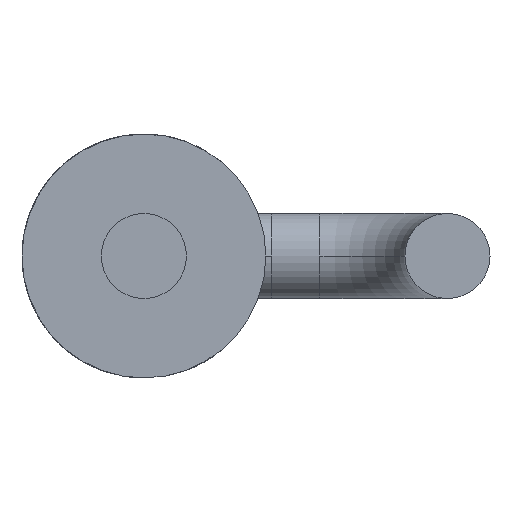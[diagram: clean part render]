
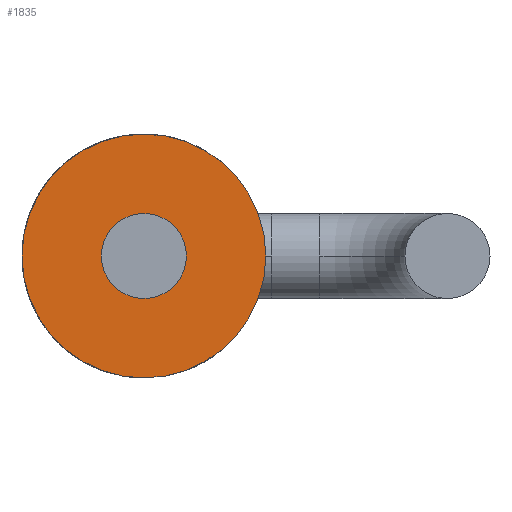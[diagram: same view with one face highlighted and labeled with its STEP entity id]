
A CAD part, front view. The second image highlights one B-rep face of the part: STEP entity #1835.
In plain terms, the highlighted planar face has unit normal (0, -1, 0).
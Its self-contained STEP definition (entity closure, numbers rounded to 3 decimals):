
#54 = CIRCLE ( 'NONE', #1910, 1.02 ) ;
#156 = CARTESIAN_POINT ( 'NONE',  ( 0., 1., 0. ) ) ;
#356 = CARTESIAN_POINT ( 'NONE',  ( 0., 1., 0. ) ) ;
#361 = VERTEX_POINT ( 'NONE', #3826 ) ;
#716 = VERTEX_POINT ( 'NONE', #2621 ) ;
#1056 = DIRECTION ( 'NONE',  ( 0., 0., 1. ) ) ;
#1149 = EDGE_CURVE ( 'NONE', #3477, #2664, #1284, .T. ) ;
#1159 = ORIENTED_EDGE ( 'NONE', *, *, #3720, .F. ) ;
#1218 = AXIS2_PLACEMENT_3D ( 'NONE', #156, #1319, #2485 ) ;
#1284 = CIRCLE ( 'NONE', #4112, 0.356 ) ;
#1319 = DIRECTION ( 'NONE',  ( 0., 1., 0. ) ) ;
#1503 = EDGE_LOOP ( 'NONE', ( #4162, #1159 ) ) ;
#1663 = CARTESIAN_POINT ( 'NONE',  ( 0., 1., 0. ) ) ;
#1835 = ADVANCED_FACE ( 'NONE', ( #3503, #3527 ), #4617, .F. ) ;
#1910 = AXIS2_PLACEMENT_3D ( 'NONE', #2925, #4003, #4078 ) ;
#2349 = ORIENTED_EDGE ( 'NONE', *, *, #4885, .F. ) ;
#2381 = CARTESIAN_POINT ( 'NONE',  ( -0.356, 1., 0. ) ) ;
#2420 = DIRECTION ( 'NONE',  ( 0., -1., 0. ) ) ;
#2485 = DIRECTION ( 'NONE',  ( 0., 0., 1. ) ) ;
#2521 = CIRCLE ( 'NONE', #3170, 1.02 ) ;
#2621 = CARTESIAN_POINT ( 'NONE',  ( 0., 1., -1.02 ) ) ;
#2664 = VERTEX_POINT ( 'NONE', #2902 ) ;
#2700 = DIRECTION ( 'NONE',  ( 0., 0., 1. ) ) ;
#2725 = CARTESIAN_POINT ( 'NONE',  ( 0., 1., 0. ) ) ;
#2902 = CARTESIAN_POINT ( 'NONE',  ( 0.356, 1., 0. ) ) ;
#2918 = AXIS2_PLACEMENT_3D ( 'NONE', #2725, #2420, #2700 ) ;
#2925 = CARTESIAN_POINT ( 'NONE',  ( 0., 1., 0. ) ) ;
#2929 = EDGE_CURVE ( 'NONE', #716, #361, #54, .T. ) ;
#3170 = AXIS2_PLACEMENT_3D ( 'NONE', #1663, #3210, #3987 ) ;
#3210 = DIRECTION ( 'NONE',  ( 0., 1., 0. ) ) ;
#3477 = VERTEX_POINT ( 'NONE', #2381 ) ;
#3503 = FACE_BOUND ( 'NONE', #3977, .T. ) ;
#3527 = FACE_OUTER_BOUND ( 'NONE', #1503, .T. ) ;
#3720 = EDGE_CURVE ( 'NONE', #361, #716, #2521, .T. ) ;
#3826 = CARTESIAN_POINT ( 'NONE',  ( 0., 1., 1.02 ) ) ;
#3977 = EDGE_LOOP ( 'NONE', ( #2349, #4563 ) ) ;
#3987 = DIRECTION ( 'NONE',  ( 0., 0., 1. ) ) ;
#4003 = DIRECTION ( 'NONE',  ( 0., 1., 0. ) ) ;
#4078 = DIRECTION ( 'NONE',  ( 0., 0., 1. ) ) ;
#4112 = AXIS2_PLACEMENT_3D ( 'NONE', #356, #4559, #1056 ) ;
#4162 = ORIENTED_EDGE ( 'NONE', *, *, #2929, .F. ) ;
#4559 = DIRECTION ( 'NONE',  ( 0., -1., 0. ) ) ;
#4563 = ORIENTED_EDGE ( 'NONE', *, *, #1149, .F. ) ;
#4615 = CIRCLE ( 'NONE', #2918, 0.356 ) ;
#4617 = PLANE ( 'NONE',  #1218 ) ;
#4885 = EDGE_CURVE ( 'NONE', #2664, #3477, #4615, .T. ) ;
